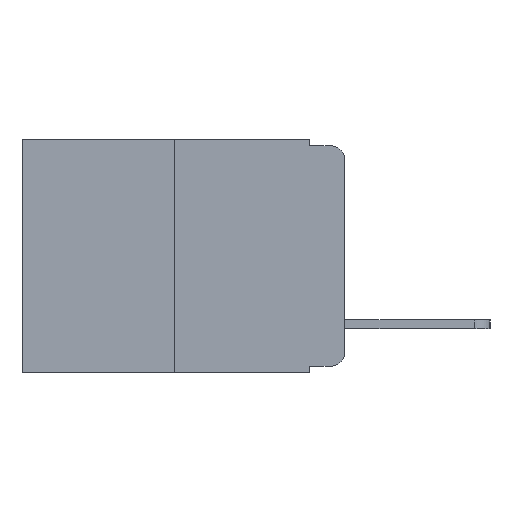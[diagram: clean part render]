
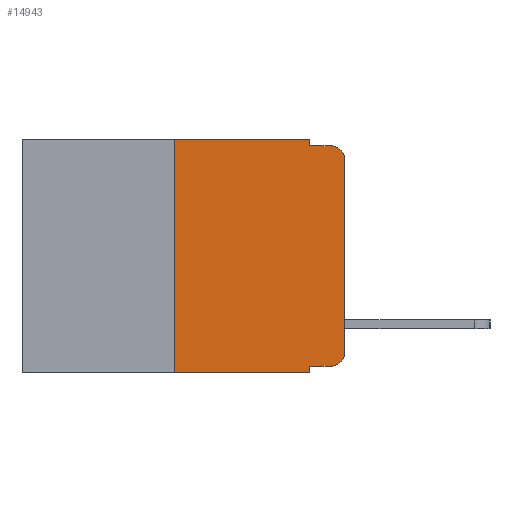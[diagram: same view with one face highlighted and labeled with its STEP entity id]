
A CAD part, left-side view. The second image highlights one B-rep face of the part: STEP entity #14943.
In plain terms, the highlighted planar face has unit normal (-1, 0, 0).
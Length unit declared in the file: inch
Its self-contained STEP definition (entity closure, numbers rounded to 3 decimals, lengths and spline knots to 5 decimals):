
#344 = ORIENTED_EDGE ( 'NONE', *, *, #6956, .T. ) ;
#487 = ORIENTED_EDGE ( 'NONE', *, *, #778, .F. ) ;
#494 = CARTESIAN_POINT ( 'NONE',  ( 0., 0.25, 0. ) ) ;
#601 = CARTESIAN_POINT ( 'NONE',  ( 0., 0.25, 0. ) ) ;
#728 = VERTEX_POINT ( 'NONE', #11738 ) ;
#778 = EDGE_CURVE ( 'NONE', #10401, #9965, #12840, .T. ) ;
#1400 = ORIENTED_EDGE ( 'NONE', *, *, #4514, .F. ) ;
#1753 = CARTESIAN_POINT ( 'NONE',  ( 0., 0.02, -0.03 ) ) ;
#1833 = EDGE_LOOP ( 'NONE', ( #10204, #344, #10956, #1400, #14692, #1883, #11699, #487, #13984, #11057 ) ) ;
#1883 = ORIENTED_EDGE ( 'NONE', *, *, #3702, .F. ) ;
#2162 = CARTESIAN_POINT ( 'NONE',  ( 0., 0.473, -0.343 ) ) ;
#2596 = VERTEX_POINT ( 'NONE', #11051 ) ;
#2856 = AXIS2_PLACEMENT_3D ( 'NONE', #4084, #12515, #5333 ) ;
#2857 = LINE ( 'NONE', #4333, #5759 ) ;
#2874 = LINE ( 'NONE', #494, #15174 ) ;
#3163 = DIRECTION ( 'NONE',  ( 0., 0., -1. ) ) ;
#3281 = EDGE_CURVE ( 'NONE', #15510, #9965, #3520, .T. ) ;
#3520 = LINE ( 'NONE', #2162, #12389 ) ;
#3702 = EDGE_CURVE ( 'NONE', #15510, #11496, #2874, .T. ) ;
#3704 = FACE_OUTER_BOUND ( 'NONE', #1833, .T. ) ;
#3714 = LINE ( 'NONE', #7247, #13405 ) ;
#3791 = VERTEX_POINT ( 'NONE', #9110 ) ;
#4084 = CARTESIAN_POINT ( 'NONE',  ( 0., 0.02, -0.313 ) ) ;
#4114 = CIRCLE ( 'NONE', #2856, 0.02 ) ;
#4333 = CARTESIAN_POINT ( 'NONE',  ( 0., 0.473, 0. ) ) ;
#4398 = CARTESIAN_POINT ( 'NONE',  ( 0., 0.051, -0.01 ) ) ;
#4514 = EDGE_CURVE ( 'NONE', #728, #6637, #9128, .T. ) ;
#4561 = DIRECTION ( 'NONE',  ( 1., 0., 0. ) ) ;
#5151 = CARTESIAN_POINT ( 'NONE',  ( 0., 0.051, -0.01 ) ) ;
#5333 = DIRECTION ( 'NONE',  ( 0., 0., -1. ) ) ;
#5759 = VECTOR ( 'NONE', #7989, 39.37008 ) ;
#5992 = CARTESIAN_POINT ( 'NONE',  ( 0., 0.25, -0.343 ) ) ;
#6171 = EDGE_CURVE ( 'NONE', #6637, #7840, #12491, .T. ) ;
#6361 = VECTOR ( 'NONE', #7528, 39.37008 ) ;
#6637 = VERTEX_POINT ( 'NONE', #5151 ) ;
#6842 = VECTOR ( 'NONE', #9323, 39.37008 ) ;
#6956 = EDGE_CURVE ( 'NONE', #12463, #7840, #12651, .T. ) ;
#7022 = DIRECTION ( 'NONE',  ( 0., 0., 1. ) ) ;
#7247 = CARTESIAN_POINT ( 'NONE',  ( 0., 0.051, -0.333 ) ) ;
#7484 = CARTESIAN_POINT ( 'NONE',  ( 0., 0., 0. ) ) ;
#7528 = DIRECTION ( 'NONE',  ( 0., 0., 1. ) ) ;
#7840 = VERTEX_POINT ( 'NONE', #12002 ) ;
#7989 = DIRECTION ( 'NONE',  ( 0., -1., 0. ) ) ;
#8226 = AXIS2_PLACEMENT_3D ( 'NONE', #1753, #10423, #3163 ) ;
#9110 = CARTESIAN_POINT ( 'NONE',  ( 0., 0.02, -0.333 ) ) ;
#9128 = LINE ( 'NONE', #16113, #15324 ) ;
#9323 = DIRECTION ( 'NONE',  ( 0., 0., -1. ) ) ;
#9351 = PLANE ( 'NONE',  #14012 ) ;
#9519 = LINE ( 'NONE', #7484, #6361 ) ;
#9634 = DIRECTION ( 'NONE',  ( 0., -1., 0. ) ) ;
#9965 = VERTEX_POINT ( 'NONE', #10821 ) ;
#10169 = EDGE_CURVE ( 'NONE', #2596, #12463, #9519, .T. ) ;
#10204 = ORIENTED_EDGE ( 'NONE', *, *, #10169, .T. ) ;
#10401 = VERTEX_POINT ( 'NONE', #12650 ) ;
#10423 = DIRECTION ( 'NONE',  ( -1., 0., 0. ) ) ;
#10483 = EDGE_CURVE ( 'NONE', #11496, #728, #2857, .T. ) ;
#10821 = CARTESIAN_POINT ( 'NONE',  ( 0., 0.051, -0.343 ) ) ;
#10956 = ORIENTED_EDGE ( 'NONE', *, *, #6171, .F. ) ;
#11051 = CARTESIAN_POINT ( 'NONE',  ( 0., 0., -0.313 ) ) ;
#11057 = ORIENTED_EDGE ( 'NONE', *, *, #13788, .T. ) ;
#11496 = VERTEX_POINT ( 'NONE', #601 ) ;
#11699 = ORIENTED_EDGE ( 'NONE', *, *, #3281, .T. ) ;
#11738 = CARTESIAN_POINT ( 'NONE',  ( 0., 0.051, 0. ) ) ;
#11757 = CARTESIAN_POINT ( 'NONE',  ( 0., 0.473, 0. ) ) ;
#12002 = CARTESIAN_POINT ( 'NONE',  ( 0., 0.02, -0.01 ) ) ;
#12105 = VECTOR ( 'NONE', #14138, 39.37008 ) ;
#12389 = VECTOR ( 'NONE', #14633, 39.37008 ) ;
#12463 = VERTEX_POINT ( 'NONE', #12721 ) ;
#12491 = LINE ( 'NONE', #4398, #12105 ) ;
#12515 = DIRECTION ( 'NONE',  ( -1., 0., 0. ) ) ;
#12650 = CARTESIAN_POINT ( 'NONE',  ( 0., 0.051, -0.333 ) ) ;
#12651 = CIRCLE ( 'NONE', #8226, 0.02 ) ;
#12721 = CARTESIAN_POINT ( 'NONE',  ( 0., 0., -0.03 ) ) ;
#12840 = LINE ( 'NONE', #12851, #6842 ) ;
#12851 = CARTESIAN_POINT ( 'NONE',  ( 0., 0.051, 0. ) ) ;
#12995 = DIRECTION ( 'NONE',  ( 0., 0., -1. ) ) ;
#13405 = VECTOR ( 'NONE', #9634, 39.37008 ) ;
#13788 = EDGE_CURVE ( 'NONE', #3791, #2596, #4114, .T. ) ;
#13984 = ORIENTED_EDGE ( 'NONE', *, *, #14648, .T. ) ;
#14012 = AXIS2_PLACEMENT_3D ( 'NONE', #11757, #4561, #12995 ) ;
#14138 = DIRECTION ( 'NONE',  ( 0., -1., 0. ) ) ;
#14633 = DIRECTION ( 'NONE',  ( 0., -1., 0. ) ) ;
#14648 = EDGE_CURVE ( 'NONE', #10401, #3791, #3714, .T. ) ;
#14692 = ORIENTED_EDGE ( 'NONE', *, *, #10483, .F. ) ;
#14891 = DIRECTION ( 'NONE',  ( 0., 0., -1. ) ) ;
#14943 = ADVANCED_FACE ( 'NONE', ( #3704 ), #9351, .F. ) ;
#15174 = VECTOR ( 'NONE', #7022, 39.37008 ) ;
#15324 = VECTOR ( 'NONE', #14891, 39.37008 ) ;
#15510 = VERTEX_POINT ( 'NONE', #5992 ) ;
#16113 = CARTESIAN_POINT ( 'NONE',  ( 0., 0.051, 0. ) ) ;
